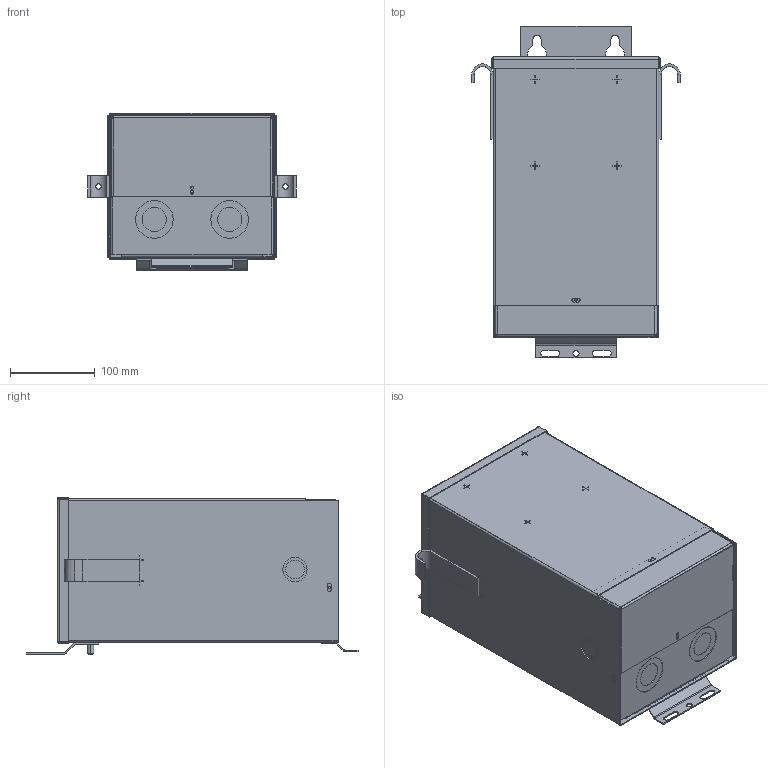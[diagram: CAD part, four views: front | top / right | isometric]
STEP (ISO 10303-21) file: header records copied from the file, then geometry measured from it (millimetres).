
FILE_DESCRIPTION (( 'STEP AP214' ), '1' );
FILE_NAME ('TF279263S.STEP', '2013-08-02T19:12:53', ( 'Actuant' ), ( 'Actuant' ), 'SwSTEP 2.0', 'SolidWorks 2012', '' );
FILE_SCHEMA (( 'AUTOMOTIVE_DESIGN' ));
Length unit declared in the file: inch
Products named in the file (9): B   -700622-; A  5-701641-; A  5-701640-; A   -700716-; A-2-1430301; A  1-118040-; A  5-701639-; A  8-701651-; TF279263S
Assembly tree (10 placements, depth 2):
  TF279263S
    A  8-701651-
    A  5-701639-
    A  1-118040-  x2
    A-2-1430301  x2
    A   -700716-
    A  5-701640-
    A  5-701641-
    B   -700622-
Bounding box: 246.13 x 391.89 x 185.43 mm (x, y, z)
Volume: 446545.2 mm3; surface area: 704753.4 mm2
Topology: 10 solids, 10 shells, 520 faces, 1220 edges, 754 vertices
Faces by surface type: plane 326, cylinder 146, bspline 16, torus 12, sphere 12, cone 8
Entity records: 15622 total; most frequent: CARTESIAN_POINT 3695, DIRECTION 2408, ORIENTED_EDGE 2316, EDGE_CURVE 1158, LINE 824, VECTOR 824, AXIS2_PLACEMENT_3D 792, VERTEX_POINT 715
